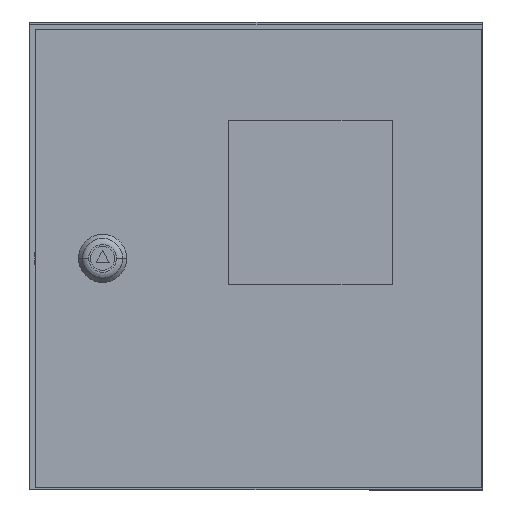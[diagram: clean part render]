
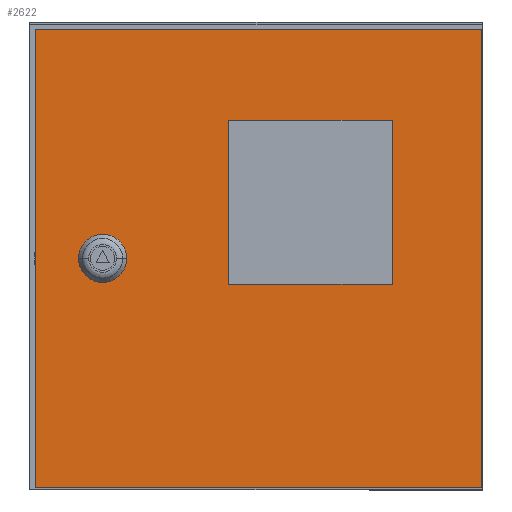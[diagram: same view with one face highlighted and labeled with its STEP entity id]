
A CAD part, top view. The second image highlights one B-rep face of the part: STEP entity #2622.
In plain terms, the highlighted planar face has unit normal (0, 0, 1).
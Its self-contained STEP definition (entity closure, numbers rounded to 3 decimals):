
#48 = EDGE_CURVE ( 'NONE', #4392, #1859, #13218, .T. ) ;
#158 = AXIS2_PLACEMENT_3D ( 'NONE', #4305, #9686, #11435 ) ;
#170 = CARTESIAN_POINT ( 'NONE',  ( -119.5, 0., 0. ) ) ;
#183 = VERTEX_POINT ( 'NONE', #6344 ) ;
#360 = DIRECTION ( 'NONE',  ( 1., 0., 0. ) ) ;
#475 = PLANE ( 'NONE',  #12717 ) ;
#736 = AXIS2_PLACEMENT_3D ( 'NONE', #11545, #11611, #360 ) ;
#738 = EDGE_LOOP ( 'NONE', ( #3749, #12224, #4893, #6411 ) ) ;
#957 = VERTEX_POINT ( 'NONE', #7000 ) ;
#1495 = CARTESIAN_POINT ( 'NONE',  ( -148., 152., 0. ) ) ;
#1859 = VERTEX_POINT ( 'NONE', #4317 ) ;
#2088 = EDGE_CURVE ( 'NONE', #12146, #12255, #3992, .T. ) ;
#2607 = DIRECTION ( 'NONE',  ( -1., 0., 0. ) ) ;
#2622 = ADVANCED_FACE ( 'NONE', ( #9716, #6681, #6614 ), #475, .T. ) ;
#2728 = CARTESIAN_POINT ( 'NONE',  ( -20., 91.5, 0. ) ) ;
#2841 = DIRECTION ( 'NONE',  ( -1., 0., 0. ) ) ;
#2890 = CARTESIAN_POINT ( 'NONE',  ( -20., -17., 0. ) ) ;
#2924 = CARTESIAN_POINT ( 'NONE',  ( 88.5, 91.5, 0. ) ) ;
#3187 = CIRCLE ( 'NONE', #158, 16. ) ;
#3358 = EDGE_CURVE ( 'NONE', #8957, #4392, #4945, .T. ) ;
#3494 = VECTOR ( 'NONE', #9194, 1000. ) ;
#3520 = ORIENTED_EDGE ( 'NONE', *, *, #3358, .F. ) ;
#3702 = DIRECTION ( 'NONE',  ( -1., 0., 0. ) ) ;
#3749 = ORIENTED_EDGE ( 'NONE', *, *, #8454, .F. ) ;
#3992 = CIRCLE ( 'NONE', #736, 16. ) ;
#4099 = CARTESIAN_POINT ( 'NONE',  ( 88.5, 91.5, 0. ) ) ;
#4109 = EDGE_CURVE ( 'NONE', #1859, #183, #9009, .T. ) ;
#4112 = DIRECTION ( 'NONE',  ( 1., 0., 0. ) ) ;
#4305 = CARTESIAN_POINT ( 'NONE',  ( -103.5, 0., 0. ) ) ;
#4317 = CARTESIAN_POINT ( 'NONE',  ( -20., 91.5, 0. ) ) ;
#4392 = VERTEX_POINT ( 'NONE', #4099 ) ;
#4555 = LINE ( 'NONE', #1495, #7681 ) ;
#4593 = DIRECTION ( 'NONE',  ( 1., 0., 0. ) ) ;
#4745 = EDGE_CURVE ( 'NONE', #12255, #12146, #3187, .T. ) ;
#4893 = ORIENTED_EDGE ( 'NONE', *, *, #7796, .T. ) ;
#4934 = CARTESIAN_POINT ( 'NONE',  ( 148., 152., 0. ) ) ;
#4945 = LINE ( 'NONE', #2924, #3494 ) ;
#5256 = EDGE_CURVE ( 'NONE', #7236, #6100, #4555, .T. ) ;
#5517 = DIRECTION ( 'NONE',  ( 0., -1., 0. ) ) ;
#5778 = LINE ( 'NONE', #10819, #6317 ) ;
#6100 = VERTEX_POINT ( 'NONE', #12214 ) ;
#6317 = VECTOR ( 'NONE', #3702, 1000. ) ;
#6344 = CARTESIAN_POINT ( 'NONE',  ( -20., -17., 0. ) ) ;
#6411 = ORIENTED_EDGE ( 'NONE', *, *, #5256, .T. ) ;
#6546 = ORIENTED_EDGE ( 'NONE', *, *, #48, .F. ) ;
#6614 = FACE_BOUND ( 'NONE', #7230, .T. ) ;
#6669 = EDGE_LOOP ( 'NONE', ( #7382, #8183 ) ) ;
#6674 = ORIENTED_EDGE ( 'NONE', *, *, #4109, .F. ) ;
#6681 = FACE_OUTER_BOUND ( 'NONE', #738, .T. ) ;
#6849 = VECTOR ( 'NONE', #2841, 1000. ) ;
#6861 = ORIENTED_EDGE ( 'NONE', *, *, #13147, .F. ) ;
#7000 = CARTESIAN_POINT ( 'NONE',  ( 148., -152., 0. ) ) ;
#7230 = EDGE_LOOP ( 'NONE', ( #6861, #6674, #6546, #3520 ) ) ;
#7236 = VERTEX_POINT ( 'NONE', #11896 ) ;
#7382 = ORIENTED_EDGE ( 'NONE', *, *, #2088, .F. ) ;
#7481 = CARTESIAN_POINT ( 'NONE',  ( 148., 152., 0. ) ) ;
#7681 = VECTOR ( 'NONE', #9923, 1000. ) ;
#7735 = LINE ( 'NONE', #11836, #9355 ) ;
#7779 = VECTOR ( 'NONE', #4112, 1000. ) ;
#7796 = EDGE_CURVE ( 'NONE', #12975, #7236, #5778, .T. ) ;
#8183 = ORIENTED_EDGE ( 'NONE', *, *, #4745, .F. ) ;
#8454 = EDGE_CURVE ( 'NONE', #957, #6100, #7735, .T. ) ;
#8651 = CARTESIAN_POINT ( 'NONE',  ( -148., 152., 0. ) ) ;
#8882 = DIRECTION ( 'NONE',  ( 0., -1., 0. ) ) ;
#8957 = VERTEX_POINT ( 'NONE', #13303 ) ;
#9009 = LINE ( 'NONE', #2728, #10036 ) ;
#9194 = DIRECTION ( 'NONE',  ( 0., 1., 0. ) ) ;
#9355 = VECTOR ( 'NONE', #2607, 1000. ) ;
#9365 = LINE ( 'NONE', #7481, #13132 ) ;
#9535 = EDGE_CURVE ( 'NONE', #12975, #957, #9365, .T. ) ;
#9686 = DIRECTION ( 'NONE',  ( 0., 0., 1. ) ) ;
#9716 = FACE_BOUND ( 'NONE', #6669, .T. ) ;
#9923 = DIRECTION ( 'NONE',  ( 0., -1., 0. ) ) ;
#10036 = VECTOR ( 'NONE', #8882, 1000. ) ;
#10819 = CARTESIAN_POINT ( 'NONE',  ( -148., 152., 0. ) ) ;
#10900 = DIRECTION ( 'NONE',  ( 0., 0., 1. ) ) ;
#11150 = CARTESIAN_POINT ( 'NONE',  ( -87.5, 0., 0. ) ) ;
#11435 = DIRECTION ( 'NONE',  ( 1., 0., 0. ) ) ;
#11545 = CARTESIAN_POINT ( 'NONE',  ( -103.5, 0., 0. ) ) ;
#11611 = DIRECTION ( 'NONE',  ( 0., 0., 1. ) ) ;
#11836 = CARTESIAN_POINT ( 'NONE',  ( -148., -152., 0. ) ) ;
#11896 = CARTESIAN_POINT ( 'NONE',  ( -148., 152., 0. ) ) ;
#12067 = CARTESIAN_POINT ( 'NONE',  ( -20., 91.5, 0. ) ) ;
#12146 = VERTEX_POINT ( 'NONE', #11150 ) ;
#12214 = CARTESIAN_POINT ( 'NONE',  ( -148., -152., 0. ) ) ;
#12224 = ORIENTED_EDGE ( 'NONE', *, *, #9535, .F. ) ;
#12255 = VERTEX_POINT ( 'NONE', #170 ) ;
#12717 = AXIS2_PLACEMENT_3D ( 'NONE', #8651, #10900, #4593 ) ;
#12975 = VERTEX_POINT ( 'NONE', #4934 ) ;
#13132 = VECTOR ( 'NONE', #5517, 1000. ) ;
#13147 = EDGE_CURVE ( 'NONE', #183, #8957, #13198, .T. ) ;
#13198 = LINE ( 'NONE', #2890, #7779 ) ;
#13218 = LINE ( 'NONE', #12067, #6849 ) ;
#13303 = CARTESIAN_POINT ( 'NONE',  ( 88.5, -17., 0. ) ) ;
